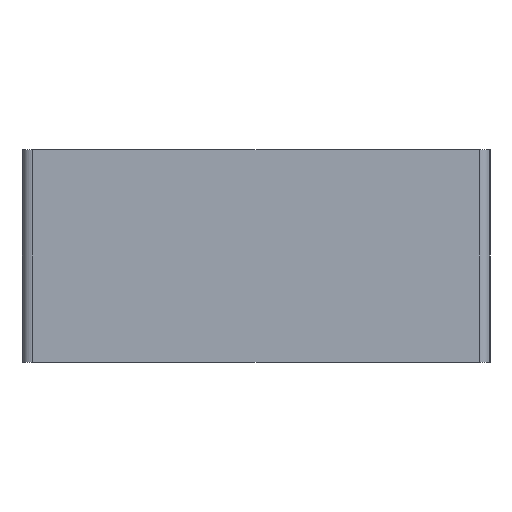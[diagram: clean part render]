
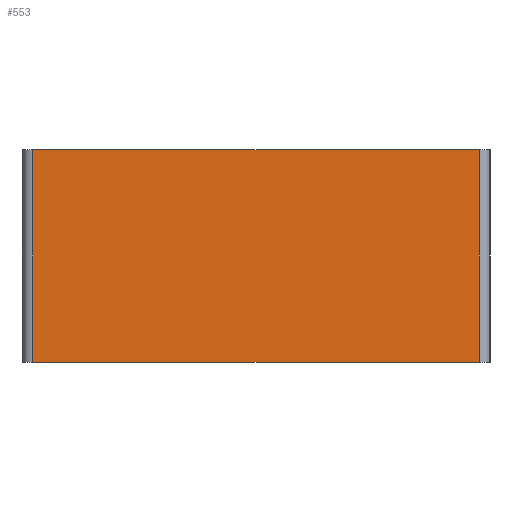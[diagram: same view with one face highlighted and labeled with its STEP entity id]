
A CAD part, left-side view. The second image highlights one B-rep face of the part: STEP entity #553.
In plain terms, the highlighted planar face has unit normal (-1, 0, 0).
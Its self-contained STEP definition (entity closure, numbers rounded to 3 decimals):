
#23 = DIRECTION ( 'NONE',  ( 0., -1., 0. ) ) ;
#61 = LINE ( 'NONE', #535, #612 ) ;
#88 = EDGE_CURVE ( 'NONE', #293, #333, #349, .T. ) ;
#97 = CARTESIAN_POINT ( 'NONE',  ( 0., 0.3, 0. ) ) ;
#113 = CARTESIAN_POINT ( 'NONE',  ( 0., 12.5, 5.8 ) ) ;
#145 = DIRECTION ( 'NONE',  ( 0., 0., -1. ) ) ;
#154 = EDGE_CURVE ( 'NONE', #726, #333, #549, .T. ) ;
#173 = EDGE_CURVE ( 'NONE', #293, #212, #61, .T. ) ;
#176 = CARTESIAN_POINT ( 'NONE',  ( 0., 12.8, 5.8 ) ) ;
#186 = CARTESIAN_POINT ( 'NONE',  ( 0., 12.8, 5.8 ) ) ;
#212 = VERTEX_POINT ( 'NONE', #423 ) ;
#221 = LINE ( 'NONE', #249, #602 ) ;
#249 = CARTESIAN_POINT ( 'NONE',  ( 0., 12.8, 0. ) ) ;
#263 = EDGE_LOOP ( 'NONE', ( #464, #338, #719, #544 ) ) ;
#293 = VERTEX_POINT ( 'NONE', #113 ) ;
#314 = VECTOR ( 'NONE', #751, 1000. ) ;
#333 = VERTEX_POINT ( 'NONE', #424 ) ;
#338 = ORIENTED_EDGE ( 'NONE', *, *, #173, .T. ) ;
#349 = LINE ( 'NONE', #186, #521 ) ;
#399 = AXIS2_PLACEMENT_3D ( 'NONE', #176, #501, #145 ) ;
#407 = CARTESIAN_POINT ( 'NONE',  ( 0., 0.3, 5.8 ) ) ;
#423 = CARTESIAN_POINT ( 'NONE',  ( 0., 12.5, 0. ) ) ;
#424 = CARTESIAN_POINT ( 'NONE',  ( 0., 0.3, 5.8 ) ) ;
#464 = ORIENTED_EDGE ( 'NONE', *, *, #88, .F. ) ;
#501 = DIRECTION ( 'NONE',  ( 1., 0., 0. ) ) ;
#521 = VECTOR ( 'NONE', #23, 1000. ) ;
#530 = DIRECTION ( 'NONE',  ( 0., -1., 0. ) ) ;
#535 = CARTESIAN_POINT ( 'NONE',  ( 0., 12.5, 5.8 ) ) ;
#544 = ORIENTED_EDGE ( 'NONE', *, *, #154, .T. ) ;
#549 = LINE ( 'NONE', #407, #314 ) ;
#553 = ADVANCED_FACE ( 'NONE', ( #736 ), #757, .F. ) ;
#602 = VECTOR ( 'NONE', #530, 1000. ) ;
#612 = VECTOR ( 'NONE', #748, 1000. ) ;
#719 = ORIENTED_EDGE ( 'NONE', *, *, #737, .T. ) ;
#726 = VERTEX_POINT ( 'NONE', #97 ) ;
#736 = FACE_OUTER_BOUND ( 'NONE', #263, .T. ) ;
#737 = EDGE_CURVE ( 'NONE', #212, #726, #221, .T. ) ;
#748 = DIRECTION ( 'NONE',  ( 0., 0., -1. ) ) ;
#751 = DIRECTION ( 'NONE',  ( 0., 0., 1. ) ) ;
#757 = PLANE ( 'NONE',  #399 ) ;
